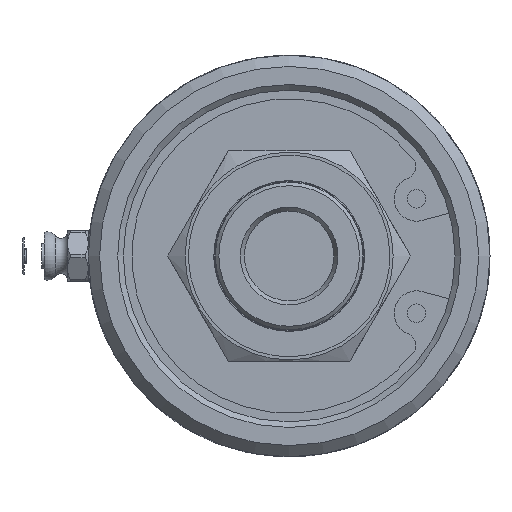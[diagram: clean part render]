
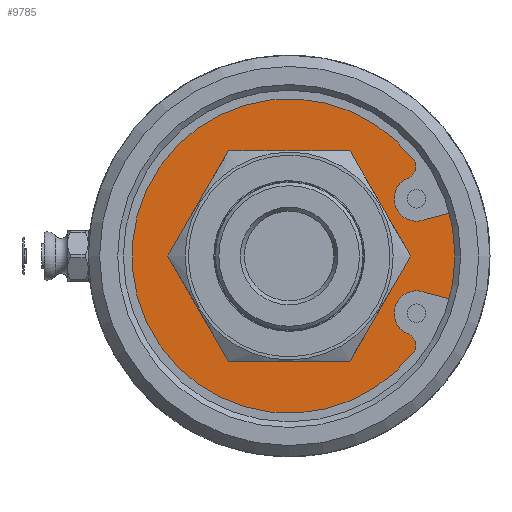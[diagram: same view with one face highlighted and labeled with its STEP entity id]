
A CAD part, left-side view. The second image highlights one B-rep face of the part: STEP entity #9785.
In plain terms, the highlighted planar face has unit normal (-1, 0, 0).
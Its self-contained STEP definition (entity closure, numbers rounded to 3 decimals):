
#42=FACE_BOUND('',#2436,.T.);
#840=CIRCLE('',#10526,13.9);
#841=CIRCLE('',#10527,13.9);
#854=CIRCLE('',#10548,22.303);
#856=CIRCLE('',#10551,1.758);
#858=CIRCLE('',#10554,3.17);
#860=CIRCLE('',#10558,1.758);
#862=CIRCLE('',#10561,3.17);
#866=CIRCLE('',#10570,25.375);
#1855=FACE_OUTER_BOUND('',#2435,.T.);
#2435=EDGE_LOOP('',(#7337,#7338,#7339,#7340,#7341,#7342,#7343,#7344));
#2436=EDGE_LOOP('',(#7345,#7346));
#3048=LINE('',#16047,#3554);
#3056=LINE('',#16070,#3562);
#3554=VECTOR('',#11909,10.);
#3562=VECTOR('',#11931,10.);
#4219=VERTEX_POINT('',#15984);
#4220=VERTEX_POINT('',#15985);
#4233=VERTEX_POINT('',#16026);
#4234=VERTEX_POINT('',#16028);
#4236=VERTEX_POINT('',#16034);
#4238=VERTEX_POINT('',#16040);
#4240=VERTEX_POINT('',#16046);
#4243=VERTEX_POINT('',#16054);
#4245=VERTEX_POINT('',#16060);
#4248=VERTEX_POINT('',#16068);
#5352=EDGE_CURVE('',#4219,#4220,#840,.T.);
#5353=EDGE_CURVE('',#4220,#4219,#841,.T.);
#5373=EDGE_CURVE('',#4234,#4233,#854,.T.);
#5376=EDGE_CURVE('',#4236,#4234,#856,.T.);
#5379=EDGE_CURVE('',#4238,#4236,#858,.T.);
#5382=EDGE_CURVE('',#4240,#4238,#3048,.T.);
#5387=EDGE_CURVE('',#4233,#4243,#860,.T.);
#5390=EDGE_CURVE('',#4243,#4245,#862,.T.);
#5394=EDGE_CURVE('',#4245,#4248,#3056,.T.);
#5399=EDGE_CURVE('',#4240,#4248,#866,.T.);
#7337=ORIENTED_EDGE('',*,*,#5382,.T.);
#7338=ORIENTED_EDGE('',*,*,#5379,.T.);
#7339=ORIENTED_EDGE('',*,*,#5376,.T.);
#7340=ORIENTED_EDGE('',*,*,#5373,.T.);
#7341=ORIENTED_EDGE('',*,*,#5387,.T.);
#7342=ORIENTED_EDGE('',*,*,#5390,.T.);
#7343=ORIENTED_EDGE('',*,*,#5394,.T.);
#7344=ORIENTED_EDGE('',*,*,#5399,.F.);
#7345=ORIENTED_EDGE('',*,*,#5352,.T.);
#7346=ORIENTED_EDGE('',*,*,#5353,.T.);
#9499=PLANE('',#10569);
#9785=ADVANCED_FACE('',(#1855,#42),#9499,.F.);
#10526=AXIS2_PLACEMENT_3D('',#15986,#11838,#11839);
#10527=AXIS2_PLACEMENT_3D('',#15987,#11840,#11841);
#10548=AXIS2_PLACEMENT_3D('',#16029,#11889,#11890);
#10551=AXIS2_PLACEMENT_3D('',#16035,#11896,#11897);
#10554=AXIS2_PLACEMENT_3D('',#16041,#11903,#11904);
#10558=AXIS2_PLACEMENT_3D('',#16056,#11917,#11918);
#10561=AXIS2_PLACEMENT_3D('',#16062,#11924,#11925);
#10569=AXIS2_PLACEMENT_3D('',#16080,#11945,#11946);
#10570=AXIS2_PLACEMENT_3D('',#16081,#11947,#11948);
#11838=DIRECTION('center_axis',(1.,0.,0.));
#11839=DIRECTION('ref_axis',(0.,0.,
-1.));
#11840=DIRECTION('center_axis',(1.,0.,0.));
#11841=DIRECTION('ref_axis',(0.,0.,
-1.));
#11889=DIRECTION('center_axis',(-1.,0.,0.));
#11890=DIRECTION('ref_axis',(0.,0.796,0.605));
#11896=DIRECTION('center_axis',(-1.,0.,0.));
#11897=DIRECTION('ref_axis',(0.,0.881,-0.473));
#11903=DIRECTION('center_axis',(1.,0.,0.));
#11904=DIRECTION('ref_axis',(0.,-0.259,-0.966));
#11909=DIRECTION('',(0.,0.966,-0.259));
#11917=DIRECTION('center_axis',(-1.,0.,0.));
#11918=DIRECTION('ref_axis',(0.,0.488,-0.873));
#11924=DIRECTION('center_axis',(1.,0.,0.));
#11925=DIRECTION('ref_axis',(0.,0.315,-0.949));
#11931=DIRECTION('',(0.,-0.966,-0.259));
#11945=DIRECTION('center_axis',(1.,0.,0.));
#11946=DIRECTION('ref_axis',(0.,0.,-1.));
#11947=DIRECTION('center_axis',(1.,0.,0.));
#11948=DIRECTION('ref_axis',(0.,1.,0.));
#15984=CARTESIAN_POINT('',(5.217,0.,-13.9));
#15985=CARTESIAN_POINT('',(5.217,0.,13.9));
#15986=CARTESIAN_POINT('Origin',(5.217,0.,0.));
#15987=CARTESIAN_POINT('Origin',(5.217,0.,0.));
#16026=CARTESIAN_POINT('',(5.217,-17.755,-13.497));
#16028=CARTESIAN_POINT('',(5.217,-17.755,13.497));
#16029=CARTESIAN_POINT('Origin',(5.217,0.,0.));
#16034=CARTESIAN_POINT('',(5.217,-17.064,11.13));
#16035=CARTESIAN_POINT('Origin',(5.217,-16.206,12.665));
#16040=CARTESIAN_POINT('',(5.217,-18.884,5.06));
#16041=CARTESIAN_POINT('Origin',(5.217,-18.064,8.122));
#16046=CARTESIAN_POINT('',(5.217,-24.51,6.568));
#16047=CARTESIAN_POINT('',(5.217,-0.608,0.163));
#16054=CARTESIAN_POINT('',(5.217,-17.064,-11.13));
#16056=CARTESIAN_POINT('Origin',(5.217,-16.206,-12.665));
#16060=CARTESIAN_POINT('',(5.217,-18.884,-5.06));
#16062=CARTESIAN_POINT('Origin',(5.217,-18.064,-8.122));
#16068=CARTESIAN_POINT('',(5.217,-24.51,-6.568));
#16070=CARTESIAN_POINT('',(5.217,-3.421,-0.917));
#16080=CARTESIAN_POINT('Origin',(5.217,18.938,0.));
#16081=CARTESIAN_POINT('Origin',(5.217,0.,0.));
